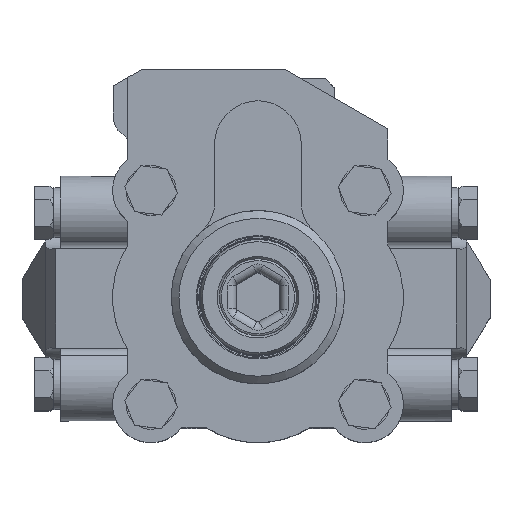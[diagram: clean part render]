
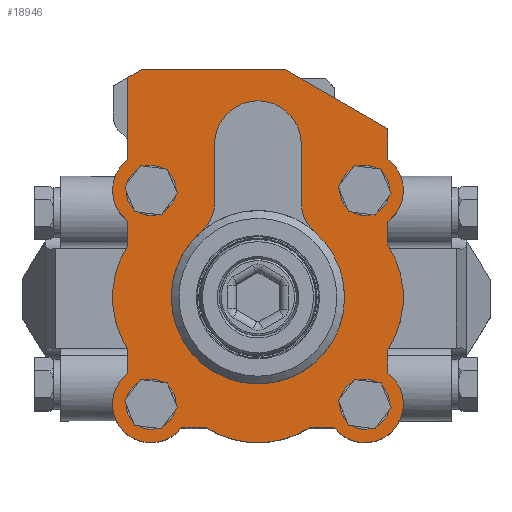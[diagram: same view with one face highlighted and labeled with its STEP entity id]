
A CAD part, top view. The second image highlights one B-rep face of the part: STEP entity #18946.
In plain terms, the highlighted planar face has unit normal (0, 0, 1).
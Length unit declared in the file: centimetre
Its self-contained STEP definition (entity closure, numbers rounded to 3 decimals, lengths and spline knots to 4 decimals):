
#1053=VECTOR('',#22954,1.);
#1178=VECTOR('',#23200,1.);
#1317=VECTOR('',#23626,1.);
#1518=VECTOR('',#24185,1.);
#1520=VECTOR('',#24188,1.);
#1521=VECTOR('',#24190,1.);
#1530=VECTOR('',#24281,1.);
#1531=VECTOR('',#24284,1.);
#2459=LINE('',#28393,#1053);
#2584=LINE('',#28810,#1178);
#2723=LINE('',#29422,#1317);
#2924=LINE('',#30263,#1518);
#2926=LINE('',#30267,#1520);
#2927=LINE('',#30269,#1521);
#2936=LINE('',#30346,#1530);
#2937=LINE('',#30350,#1531);
#4110=VERTEX_POINT('',#27245);
#4124=VERTEX_POINT('',#27275);
#4126=VERTEX_POINT('',#27281);
#4140=VERTEX_POINT('',#27311);
#4483=VERTEX_POINT('',#28392);
#4484=VERTEX_POINT('',#28394);
#4491=VERTEX_POINT('',#28407);
#4492=VERTEX_POINT('',#28408);
#4666=VERTEX_POINT('',#28809);
#4667=VERTEX_POINT('',#28811);
#4670=VERTEX_POINT('',#28817);
#4671=VERTEX_POINT('',#28818);
#4674=VERTEX_POINT('',#28824);
#4675=VERTEX_POINT('',#28825);
#4814=VERTEX_POINT('',#29421);
#4815=VERTEX_POINT('',#29423);
#4818=VERTEX_POINT('',#29429);
#4819=VERTEX_POINT('',#29430);
#4822=VERTEX_POINT('',#29436);
#4823=VERTEX_POINT('',#29437);
#5012=VERTEX_POINT('',#30262);
#5013=VERTEX_POINT('',#30266);
#5034=VERTEX_POINT('',#30344);
#5035=VERTEX_POINT('',#30345);
#5036=VERTEX_POINT('',#30347);
#5037=VERTEX_POINT('',#30349);
#5038=VERTEX_POINT('',#30351);
#5039=VERTEX_POINT('',#30353);
#5905=CIRCLE('',#19815,1.3);
#5913=CIRCLE('',#19825,1.3);
#5915=CIRCLE('',#19829,1.3);
#5923=CIRCLE('',#19839,1.3);
#6243=CIRCLE('',#20600,2.);
#6245=CIRCLE('',#20604,2.);
#6247=CIRCLE('',#20608,2.);
#6249=CIRCLE('',#20612,2.);
#6253=CIRCLE('',#20620,5.);
#6255=CIRCLE('',#20624,5.);
#6267=CIRCLE('',#20640,2.);
#6268=CIRCLE('',#20641,2.25);
#6269=CIRCLE('',#20642,2.);
#6270=CIRCLE('',#20643,4.5);
#6271=CIRCLE('',#20644,5.);
#7028=EDGE_CURVE('',#4110,#4110,#5905,.T.);
#7042=EDGE_CURVE('',#4124,#4124,#5913,.T.);
#7044=EDGE_CURVE('',#4126,#4126,#5915,.T.);
#7058=EDGE_CURVE('',#4140,#4140,#5923,.T.);
#7533=EDGE_CURVE('',#4484,#4483,#2459,.T.);
#7541=EDGE_CURVE('',#4492,#4491,#2459,.T.);
#7765=EDGE_CURVE('',#4667,#4666,#2584,.T.);
#7769=EDGE_CURVE('',#4671,#4670,#2584,.T.);
#7773=EDGE_CURVE('',#4675,#4674,#2584,.T.);
#8003=EDGE_CURVE('',#4815,#4814,#2723,.T.);
#8007=EDGE_CURVE('',#4819,#4818,#2723,.T.);
#8011=EDGE_CURVE('',#4823,#4822,#2723,.T.);
#8332=EDGE_CURVE('',#4823,#5012,#2924,.T.);
#8334=EDGE_CURVE('',#4666,#5013,#2926,.T.);
#8335=EDGE_CURVE('',#5013,#5012,#2927,.T.);
#8338=EDGE_CURVE('',#4492,#4814,#6243,.T.);
#8340=EDGE_CURVE('',#4667,#4670,#6245,.T.);
#8342=EDGE_CURVE('',#4675,#4483,#6247,.T.);
#8344=EDGE_CURVE('',#4819,#4822,#6249,.T.);
#8349=EDGE_CURVE('',#4815,#4818,#6253,.T.);
#8351=EDGE_CURVE('',#4671,#4674,#6255,.T.);
#8371=EDGE_CURVE('',#5034,#5035,#6267,.T.);
#8372=EDGE_CURVE('',#5035,#5036,#2936,.T.);
#8373=EDGE_CURVE('',#5037,#5036,#6268,.T.);
#8374=EDGE_CURVE('',#5037,#5038,#2937,.T.);
#8375=EDGE_CURVE('',#5038,#5039,#6269,.T.);
#8376=EDGE_CURVE('',#5034,#5039,#6270,.T.);
#8377=EDGE_CURVE('',#4484,#4491,#6271,.T.);
#12694=ORIENTED_EDGE('',*,*,#7028,.T.);
#12695=ORIENTED_EDGE('',*,*,#7042,.T.);
#12696=ORIENTED_EDGE('',*,*,#7044,.T.);
#12697=ORIENTED_EDGE('',*,*,#7058,.T.);
#12698=ORIENTED_EDGE('',*,*,#8371,.T.);
#12699=ORIENTED_EDGE('',*,*,#8372,.T.);
#12700=ORIENTED_EDGE('',*,*,#8373,.F.);
#12701=ORIENTED_EDGE('',*,*,#8374,.T.);
#12702=ORIENTED_EDGE('',*,*,#8375,.T.);
#12703=ORIENTED_EDGE('',*,*,#8376,.F.);
#12704=ORIENTED_EDGE('',*,*,#8335,.T.);
#12705=ORIENTED_EDGE('',*,*,#8332,.F.);
#12706=ORIENTED_EDGE('',*,*,#8011,.T.);
#12707=ORIENTED_EDGE('',*,*,#8344,.F.);
#12708=ORIENTED_EDGE('',*,*,#8007,.T.);
#12709=ORIENTED_EDGE('',*,*,#8349,.F.);
#12710=ORIENTED_EDGE('',*,*,#8003,.T.);
#12711=ORIENTED_EDGE('',*,*,#8338,.F.);
#12712=ORIENTED_EDGE('',*,*,#7541,.T.);
#12713=ORIENTED_EDGE('',*,*,#8377,.F.);
#12714=ORIENTED_EDGE('',*,*,#7533,.T.);
#12715=ORIENTED_EDGE('',*,*,#8342,.F.);
#12716=ORIENTED_EDGE('',*,*,#7773,.T.);
#12717=ORIENTED_EDGE('',*,*,#8351,.F.);
#12718=ORIENTED_EDGE('',*,*,#7769,.T.);
#12719=ORIENTED_EDGE('',*,*,#8340,.F.);
#12720=ORIENTED_EDGE('',*,*,#7765,.T.);
#12721=ORIENTED_EDGE('',*,*,#8334,.T.);
#15753=EDGE_LOOP('',(#12694));
#15754=EDGE_LOOP('',(#12695));
#15755=EDGE_LOOP('',(#12696));
#15756=EDGE_LOOP('',(#12697));
#15757=EDGE_LOOP('',(#12698,#12699,#12700,#12701,#12702,#12703));
#15758=EDGE_LOOP('',(#12704,#12705,#12706,#12707,#12708,#12709,#12710,#12711,
#12712,#12713,#12714,#12715,#12716,#12717,#12718,#12719,#12720,#12721));
#17403=FACE_BOUND('',#15753,.T.);
#17404=FACE_BOUND('',#15754,.T.);
#17405=FACE_BOUND('',#15755,.T.);
#17406=FACE_BOUND('',#15756,.T.);
#17407=FACE_BOUND('',#15757,.T.);
#17408=FACE_BOUND('',#15758,.T.);
#18946=ADVANCED_FACE('',(#17403,#17404,#17405,#17406,#17407,#17408),#33502,
.T.);
#19815=AXIS2_PLACEMENT_3D('',#27244,#22140,#22141);
#19825=AXIS2_PLACEMENT_3D('',#27274,#22165,#22166);
#19829=AXIS2_PLACEMENT_3D('',#27280,#22172,#22173);
#19839=AXIS2_PLACEMENT_3D('',#27310,#22197,#22198);
#20600=AXIS2_PLACEMENT_3D('',#30275,#24200,#24201);
#20604=AXIS2_PLACEMENT_3D('',#30279,#24207,#24208);
#20608=AXIS2_PLACEMENT_3D('',#30283,#24214,#24215);
#20612=AXIS2_PLACEMENT_3D('',#30287,#24221,#24222);
#20620=AXIS2_PLACEMENT_3D('',#30296,#24235,#24236);
#20624=AXIS2_PLACEMENT_3D('',#30300,#24242,#24243);
#20639=AXIS2_PLACEMENT_3D('',#30342,#24278,$);
#20640=AXIS2_PLACEMENT_3D('',#30343,#24279,#24280);
#20641=AXIS2_PLACEMENT_3D('',#30348,#24282,#24283);
#20642=AXIS2_PLACEMENT_3D('',#30352,#24285,#24286);
#20643=AXIS2_PLACEMENT_3D('',#30354,#24287,#24288);
#20644=AXIS2_PLACEMENT_3D('',#30355,#24289,#24290);
#22140=DIRECTION('',(0.,0.,-1.));
#22141=DIRECTION('',(-1.201,-0.498,0.));
#22165=DIRECTION('',(0.,0.,-1.));
#22166=DIRECTION('',(-1.201,-0.498,0.));
#22172=DIRECTION('',(0.,0.,-1.));
#22173=DIRECTION('',(-1.201,-0.498,0.));
#22197=DIRECTION('',(0.,0.,-1.));
#22198=DIRECTION('',(-1.201,-0.498,0.));
#22954=DIRECTION('',(1.,0.,0.));
#23200=DIRECTION('',(0.,1.,0.));
#23626=DIRECTION('',(0.,-1.,0.));
#24185=DIRECTION('',(0.866,0.5,0.));
#24188=DIRECTION('',(-0.866,0.5,0.));
#24190=DIRECTION('',(-1.,0.,0.));
#24200=DIRECTION('',(0.,0.,-1.));
#24201=DIRECTION('',(-2.,0.,0.));
#24207=DIRECTION('',(0.,0.,-1.));
#24208=DIRECTION('',(-2.,0.,0.));
#24214=DIRECTION('',(0.,0.,-1.));
#24215=DIRECTION('',(-2.,0.,0.));
#24221=DIRECTION('',(0.,0.,-1.));
#24222=DIRECTION('',(-2.,0.,0.));
#24235=DIRECTION('',(0.,0.,-1.));
#24236=DIRECTION('',(-5.,0.,0.));
#24242=DIRECTION('',(0.,0.,-1.));
#24243=DIRECTION('',(-5.,0.,0.));
#24278=DIRECTION('',(0.,0.,1.));
#24279=DIRECTION('',(0.,0.,1.));
#24280=DIRECTION('',(1.819,-0.832,0.));
#24281=DIRECTION('',(0.,1.,0.));
#24282=DIRECTION('',(0.,0.,1.));
#24283=DIRECTION('',(2.25,0.,0.));
#24284=DIRECTION('',(0.,-1.,0.));
#24285=DIRECTION('',(0.,0.,1.));
#24286=DIRECTION('',(-1.819,-0.832,0.));
#24287=DIRECTION('',(0.,0.,1.));
#24288=DIRECTION('',(4.5,0.,0.));
#24289=DIRECTION('',(0.,0.,-1.));
#24290=DIRECTION('',(-5.,0.,0.));
#27244=CARTESIAN_POINT('',(-5.55,-5.55,47.1));
#27245=CARTESIAN_POINT('',(-6.7508,-6.048,47.1));
#27274=CARTESIAN_POINT('',(5.55,-5.55,47.1));
#27275=CARTESIAN_POINT('',(4.3492,-6.048,47.1));
#27280=CARTESIAN_POINT('',(5.55,5.55,47.1));
#27281=CARTESIAN_POINT('',(4.3492,5.052,47.1));
#27310=CARTESIAN_POINT('',(-5.55,5.55,47.1));
#27311=CARTESIAN_POINT('',(-6.7508,5.052,47.1));
#28392=CARTESIAN_POINT('',(3.95,-6.75,47.1));
#28393=CARTESIAN_POINT('',(-2.875,-6.75,47.1));
#28394=CARTESIAN_POINT('',(2.7129,-6.75,47.1));
#28407=CARTESIAN_POINT('',(-2.7129,-6.75,47.1));
#28408=CARTESIAN_POINT('',(-3.95,-6.75,47.1));
#28809=CARTESIAN_POINT('',(6.75,8.757,47.1));
#28810=CARTESIAN_POINT('',(6.75,-1.6875,47.1));
#28811=CARTESIAN_POINT('',(6.75,7.15,47.1));
#28817=CARTESIAN_POINT('',(6.75,3.95,47.1));
#28818=CARTESIAN_POINT('',(6.75,2.7129,47.1));
#28824=CARTESIAN_POINT('',(6.75,-2.7129,47.1));
#28825=CARTESIAN_POINT('',(6.75,-3.95,47.1));
#29421=CARTESIAN_POINT('',(-6.75,-3.95,47.1));
#29422=CARTESIAN_POINT('',(-6.75,6.897,47.1));
#29423=CARTESIAN_POINT('',(-6.75,-2.7129,47.1));
#29429=CARTESIAN_POINT('',(-6.75,2.7129,47.1));
#29430=CARTESIAN_POINT('',(-6.75,3.95,47.1));
#29436=CARTESIAN_POINT('',(-6.75,7.15,47.1));
#29437=CARTESIAN_POINT('',(-6.75,11.4189,47.1));
#30262=CARTESIAN_POINT('',(-6.0033,11.85,47.1));
#30263=CARTESIAN_POINT('',(-6.5518,11.5333,47.1));
#30266=CARTESIAN_POINT('',(1.3928,11.85,47.1));
#30267=CARTESIAN_POINT('',(2.9219,10.9672,47.1));
#30269=CARTESIAN_POINT('',(-3.4017,11.85,47.1));
#30275=CARTESIAN_POINT('',(-5.55,-5.55,47.1));
#30279=CARTESIAN_POINT('',(5.55,5.55,47.1));
#30283=CARTESIAN_POINT('',(5.55,-5.55,47.1));
#30287=CARTESIAN_POINT('',(-5.55,5.55,47.1));
#30296=CARTESIAN_POINT('',(-2.55,0.,47.1));
#30300=CARTESIAN_POINT('',(2.55,0.,47.1));
#30342=CARTESIAN_POINT('',(0.,2.375,47.1));
#30343=CARTESIAN_POINT('',(-4.25,4.9181,47.1));
#30344=CARTESIAN_POINT('',(-2.9423,3.4048,47.1));
#30345=CARTESIAN_POINT('',(-2.25,4.9181,47.1));
#30346=CARTESIAN_POINT('',(-2.25,5.1625,47.1));
#30347=CARTESIAN_POINT('',(-2.25,7.95,47.1));
#30348=CARTESIAN_POINT('',(0.,7.95,47.1));
#30349=CARTESIAN_POINT('',(2.25,7.95,47.1));
#30350=CARTESIAN_POINT('',(2.25,3.1361,47.1));
#30351=CARTESIAN_POINT('',(2.25,4.9181,47.1));
#30352=CARTESIAN_POINT('',(4.25,4.9181,47.1));
#30353=CARTESIAN_POINT('',(2.9423,3.4048,47.1));
#30354=CARTESIAN_POINT('',(0.,0.,47.1));
#30355=CARTESIAN_POINT('',(0.,-2.55,47.1));
#33502=PLANE('',#20639);
